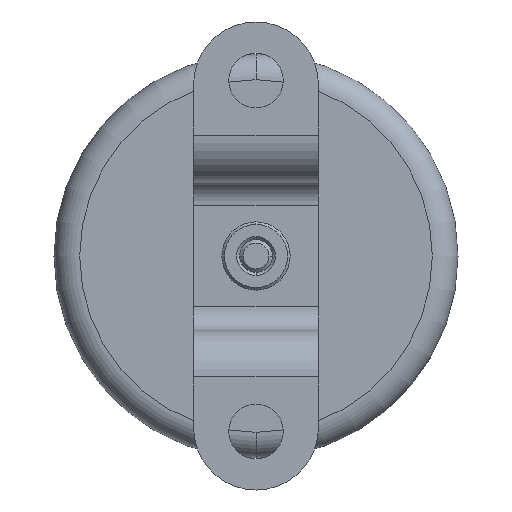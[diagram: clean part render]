
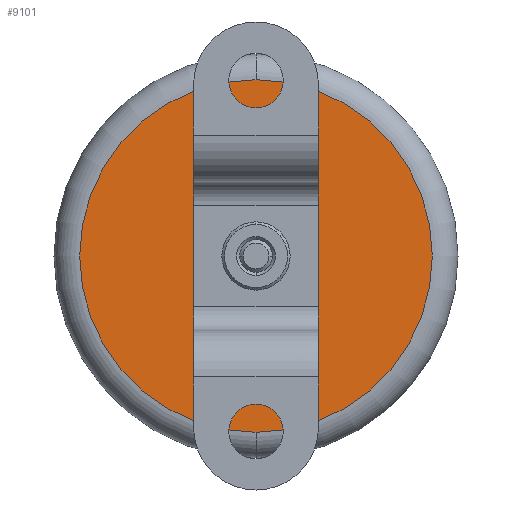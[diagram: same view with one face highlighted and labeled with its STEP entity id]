
A CAD part, front view. The second image highlights one B-rep face of the part: STEP entity #9101.
In plain terms, the highlighted face is planar.
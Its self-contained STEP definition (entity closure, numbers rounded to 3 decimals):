
#8928=CARTESIAN_POINT('',(0.,7.4,0.));
#8929=DIRECTION('',(0.,-1.,0.));
#8930=DIRECTION('',(0.,0.,-1.));
#8931=AXIS2_PLACEMENT_3D('',#8928,#8929,#8930);
#8933=CARTESIAN_POINT('',(0.,7.4,0.));
#8934=DIRECTION('',(0.,1.,0.));
#8935=DIRECTION('',(0.,0.,-1.));
#8936=AXIS2_PLACEMENT_3D('',#8933,#8934,#8935);
#8938=CARTESIAN_POINT('',(0.,7.4,0.));
#8939=DIRECTION('',(0.,1.,0.));
#8940=DIRECTION('',(1.,0.,0.));
#8941=AXIS2_PLACEMENT_3D('',#8938,#8939,#8940);
#8943=CARTESIAN_POINT('',(0.,7.4,0.));
#8944=DIRECTION('',(0.,1.,0.));
#8945=DIRECTION('',(-1.,0.,0.));
#8946=AXIS2_PLACEMENT_3D('',#8943,#8944,#8945);
#8988=CARTESIAN_POINT('',(0.,7.4,-22.6));
#8989=VERTEX_POINT('',#8988);
#8994=CARTESIAN_POINT('',(0.,7.4,22.6));
#8995=VERTEX_POINT('',#8994);
#9004=CARTESIAN_POINT('',(2.54,7.4,0.));
#9005=CARTESIAN_POINT('',(-2.54,7.4,0.));
#9006=VERTEX_POINT('',#9004);
#9007=VERTEX_POINT('',#9005);
#9086=CARTESIAN_POINT('',(0.,7.4,0.));
#9087=DIRECTION('',(0.,1.,0.));
#9088=DIRECTION('',(0.,0.,-1.));
#9089=AXIS2_PLACEMENT_3D('',#9086,#9087,#9088);
#9090=PLANE('',#9089);
#9091=ORIENTED_EDGE('',*,*,#9081,.T.);
#9092=ORIENTED_EDGE('',*,*,#9065,.F.);
#9093=EDGE_LOOP('',(#9091,#9092));
#9094=FACE_OUTER_BOUND('',#9093,.F.);
#9096=ORIENTED_EDGE('',*,*,#9095,.T.);
#9098=ORIENTED_EDGE('',*,*,#9097,.T.);
#9099=EDGE_LOOP('',(#9096,#9098));
#9100=FACE_BOUND('',#9099,.F.);
#8932=CIRCLE('',#8931,22.6);
#8937=CIRCLE('',#8936,22.6);
#8942=CIRCLE('',#8941,2.54);
#8947=CIRCLE('',#8946,2.54);
#9065=EDGE_CURVE('',#8989,#8995,#8937,.T.);
#9081=EDGE_CURVE('',#8989,#8995,#8932,.T.);
#9095=EDGE_CURVE('',#9006,#9007,#8942,.T.);
#9097=EDGE_CURVE('',#9007,#9006,#8947,.T.);
#9101=ADVANCED_FACE('',(#9094,#9100),#9090,.T.);
